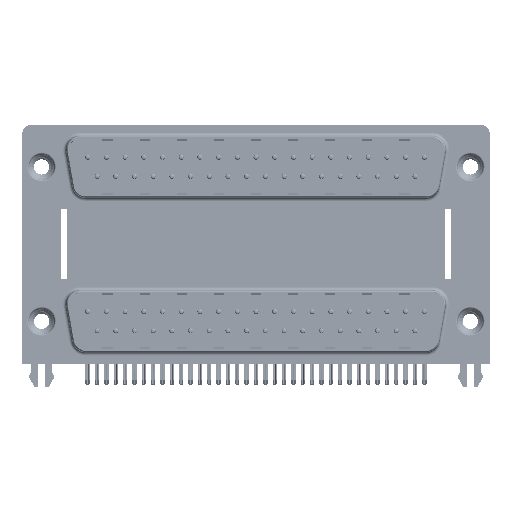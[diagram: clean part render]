
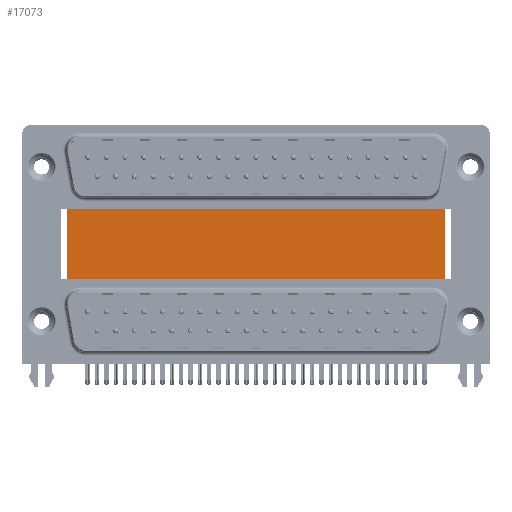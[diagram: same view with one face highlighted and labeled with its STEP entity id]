
A CAD part, top view. The second image highlights one B-rep face of the part: STEP entity #17073.
In plain terms, the highlighted planar face has unit normal (0, 0, 1).
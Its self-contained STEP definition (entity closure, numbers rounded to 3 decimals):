
#167 = ORIENTED_EDGE ( 'NONE', *, *, #20817, .F. ) ;
#1479 = EDGE_LOOP ( 'NONE', ( #38369, #167, #46962, #15546 ) ) ;
#3142 = LINE ( 'NONE', #51910, #8884 ) ;
#4530 = FACE_OUTER_BOUND ( 'NONE', #1479, .T. ) ;
#5267 = CARTESIAN_POINT ( 'NONE',  ( 59.71, 16.585, -12. ) ) ;
#5560 = VECTOR ( 'NONE', #32708, 1000. ) ;
#5815 = DIRECTION ( 'NONE',  ( 0., -1., 0. ) ) ;
#6007 = EDGE_CURVE ( 'NONE', #51254, #32344, #3142, .T. ) ;
#6069 = LINE ( 'NONE', #5267, #44134 ) ;
#8788 = DIRECTION ( 'NONE',  ( 0., 0., -1. ) ) ;
#8884 = VECTOR ( 'NONE', #16190, 1000. ) ;
#15546 = ORIENTED_EDGE ( 'NONE', *, *, #45784, .T. ) ;
#16190 = DIRECTION ( 'NONE',  ( 1., 0., 0. ) ) ;
#16444 = CARTESIAN_POINT ( 'NONE',  ( 3.79, -3.735, -12. ) ) ;
#17073 = ADVANCED_FACE ( 'NONE', ( #4530 ), #48520, .F. ) ;
#18416 = CARTESIAN_POINT ( 'NONE',  ( 59.71, 16.585, -12. ) ) ;
#20817 = EDGE_CURVE ( 'NONE', #32344, #25923, #6069, .T. ) ;
#21316 = DIRECTION ( 'NONE',  ( -1., 0., 0. ) ) ;
#21568 = CARTESIAN_POINT ( 'NONE',  ( 3.79, 16.585, -12. ) ) ;
#22490 = CARTESIAN_POINT ( 'NONE',  ( 59.71, -3.735, -12. ) ) ;
#22792 = EDGE_CURVE ( 'NONE', #38989, #25923, #44429, .T. ) ;
#25340 = CARTESIAN_POINT ( 'NONE',  ( 3.79, 16.585, -12. ) ) ;
#25923 = VERTEX_POINT ( 'NONE', #22490 ) ;
#26332 = LINE ( 'NONE', #38069, #49729 ) ;
#32344 = VERTEX_POINT ( 'NONE', #18416 ) ;
#32708 = DIRECTION ( 'NONE',  ( 1., 0., 0. ) ) ;
#34316 = DIRECTION ( 'NONE',  ( 0., -1., 0. ) ) ;
#38069 = CARTESIAN_POINT ( 'NONE',  ( 3.79, 16.585, -12. ) ) ;
#38369 = ORIENTED_EDGE ( 'NONE', *, *, #22792, .T. ) ;
#38989 = VERTEX_POINT ( 'NONE', #47925 ) ;
#44134 = VECTOR ( 'NONE', #5815, 1000. ) ;
#44429 = LINE ( 'NONE', #16444, #5560 ) ;
#45784 = EDGE_CURVE ( 'NONE', #51254, #38989, #26332, .T. ) ;
#46962 = ORIENTED_EDGE ( 'NONE', *, *, #6007, .F. ) ;
#47925 = CARTESIAN_POINT ( 'NONE',  ( 3.79, -3.735, -12. ) ) ;
#48520 = PLANE ( 'NONE',  #50365 ) ;
#49729 = VECTOR ( 'NONE', #34316, 1000. ) ;
#50365 = AXIS2_PLACEMENT_3D ( 'NONE', #25340, #8788, #21316 ) ;
#51254 = VERTEX_POINT ( 'NONE', #21568 ) ;
#51910 = CARTESIAN_POINT ( 'NONE',  ( 3.79, 16.585, -12. ) ) ;
